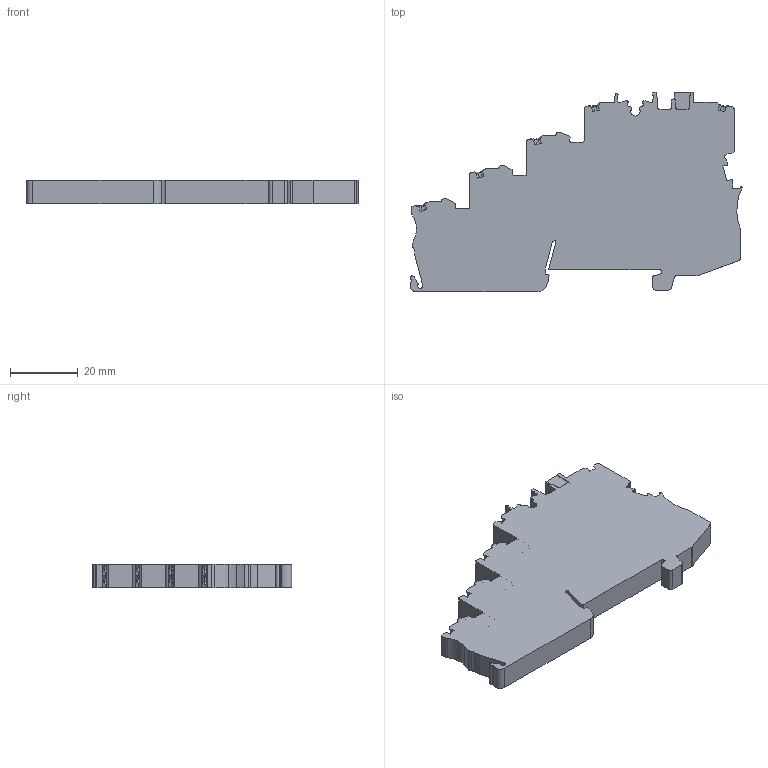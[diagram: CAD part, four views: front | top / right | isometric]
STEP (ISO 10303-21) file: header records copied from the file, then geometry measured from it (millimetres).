
FILE_DESCRIPTION (( 'STEP AP203' ), '1' );
FILE_NAME ('2000-5420-1399-0987.step', '2022-03-14T15:38:14', ( '' ), ( '' ), 'SwSTEP 2.0', 'SolidWorks 2021', '' );
FILE_SCHEMA (( 'CONFIG_CONTROL_DESIGN' ));
Length unit declared in the file: millimetre
Products named in the file (1): 2000-5420-1399-0987
Bounding box: 97.85 x 58.85 x 7 mm (x, y, z)
Volume: 26222.6 mm3; surface area: 12118.2 mm2
Topology: 1 solids, 1 shells, 509 faces, 1442 edges, 941 vertices
Faces by surface type: plane 291, cylinder 188, cone 30
Entity records: 16629 total; most frequent: CARTESIAN_POINT 3069, ORIENTED_EDGE 2884, DIRECTION 2820, EDGE_CURVE 1442, VECTOR 1000, LINE 1000, VERTEX_POINT 941, AXIS2_PLACEMENT_3D 910
